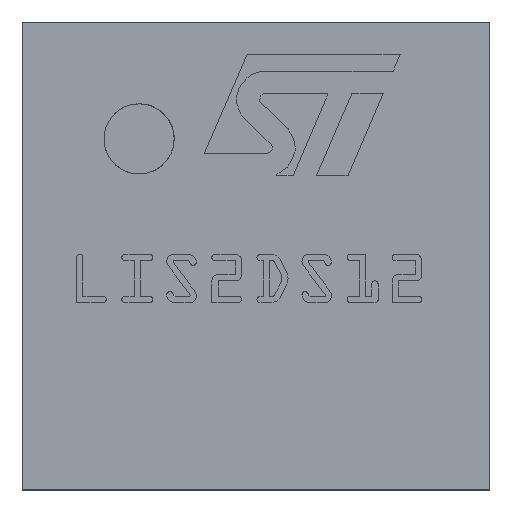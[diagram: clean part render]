
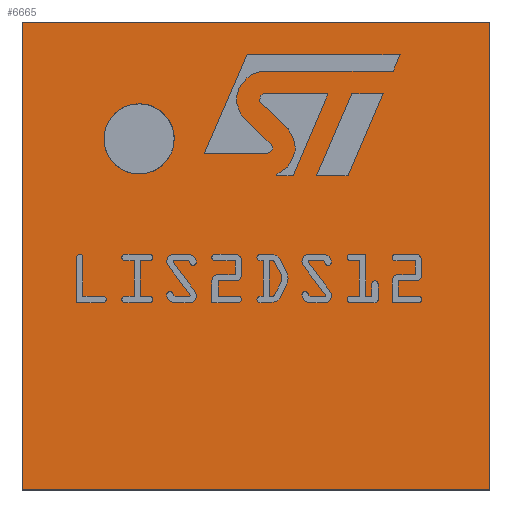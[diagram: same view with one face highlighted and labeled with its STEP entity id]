
A CAD part, top view. The second image highlights one B-rep face of the part: STEP entity #6665.
In plain terms, the highlighted planar face has unit normal (0, 0, 1).
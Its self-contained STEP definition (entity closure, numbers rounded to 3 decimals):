
#20 = LINE ( 'NONE', #2641, #4387 ) ;
#382 = AXIS2_PLACEMENT_3D ( 'NONE', #7841, #1188, #3776 ) ;
#553 = CARTESIAN_POINT ( 'NONE',  ( -0.35, 0.5, 0.95 ) ) ;
#565 = VERTEX_POINT ( 'NONE', #3357 ) ;
#610 = CARTESIAN_POINT ( 'NONE',  ( -0.423, 0.635, 0.95 ) ) ;
#631 = LINE ( 'NONE', #5940, #5493 ) ;
#808 = VERTEX_POINT ( 'NONE', #1632 ) ;
#891 = ORIENTED_EDGE ( 'NONE', *, *, #8526, .T. ) ;
#1019 = EDGE_CURVE ( 'NONE', #3433, #8122, #631, .T. ) ;
#1188 = DIRECTION ( 'NONE',  ( 0., 0., 1. ) ) ;
#1251 = CARTESIAN_POINT ( 'NONE',  ( -0.459, 0.65, 0.95 ) ) ;
#1456 = DIRECTION ( 'NONE',  ( -1., 0., 0. ) ) ;
#1568 = ORIENTED_EDGE ( 'NONE', *, *, #6828, .T. ) ;
#1584 = ORIENTED_EDGE ( 'NONE', *, *, #2706, .T. ) ;
#1590 = ORIENTED_EDGE ( 'NONE', *, *, #1019, .T. ) ;
#1632 = CARTESIAN_POINT ( 'NONE',  ( -0.35, 0.5, 0.95 ) ) ;
#1824 = VERTEX_POINT ( 'NONE', #1945 ) ;
#1838 = CARTESIAN_POINT ( 'NONE',  ( -0.65, 0.5, 0.95 ) ) ;
#1881 = CARTESIAN_POINT ( 'NONE',  ( -0.422, 0.365, 0.95 ) ) ;
#1938 = ORIENTED_EDGE ( 'NONE', *, *, #4581, .T. ) ;
#1945 = CARTESIAN_POINT ( 'NONE',  ( -0.65, 0.5, 0.95 ) ) ;
#2034 = CARTESIAN_POINT ( 'NONE',  ( -0.35, 0.5, 0.95 ) ) ;
#2039 = ORIENTED_EDGE ( 'NONE', *, *, #6698, .T. ) ;
#2140 = CARTESIAN_POINT ( 'NONE',  ( 0., 1., 0.95 ) ) ;
#2194 = B_SPLINE_CURVE_WITH_KNOTS ( 'NONE', 3,
 ( #7862, #6660, #7161, #3202, #4552, #1251, #610, #5747, #7289, #2034 ),
 .UNSPECIFIED., .F., .F.,
 ( 4, 2, 2, 2, 4 ),
 ( 0., 0.25, 0.5, 0.75, 1. ),
 .UNSPECIFIED. ) ;
#2562 = EDGE_LOOP ( 'NONE', ( #1938, #1584, #1590, #1568 ) ) ;
#2609 = DIRECTION ( 'NONE',  ( 0., -1., 0. ) ) ;
#2641 = CARTESIAN_POINT ( 'NONE',  ( 0., -1., 0.95 ) ) ;
#2706 = EDGE_CURVE ( 'NONE', #565, #3433, #4617, .T. ) ;
#2980 = EDGE_LOOP ( 'NONE', ( #2039, #891 ) ) ;
#3103 = FACE_OUTER_BOUND ( 'NONE', #2562, .T. ) ;
#3127 = VECTOR ( 'NONE', #3962, 1000. ) ;
#3202 = CARTESIAN_POINT ( 'NONE',  ( -0.578, 0.635, 0.95 ) ) ;
#3241 = CARTESIAN_POINT ( 'NONE',  ( 1., -1., 0.95 ) ) ;
#3265 = CARTESIAN_POINT ( 'NONE',  ( -0.35, 0.459, 0.95 ) ) ;
#3350 = LINE ( 'NONE', #4051, #3127 ) ;
#3357 = CARTESIAN_POINT ( 'NONE',  ( 1., 1., 0.95 ) ) ;
#3433 = VERTEX_POINT ( 'NONE', #3924 ) ;
#3776 = DIRECTION ( 'NONE',  ( 1., 0., 0. ) ) ;
#3824 = CARTESIAN_POINT ( 'NONE',  ( -0.635, 0.423, 0.95 ) ) ;
#3924 = CARTESIAN_POINT ( 'NONE',  ( -1., 1., 0.95 ) ) ;
#3962 = DIRECTION ( 'NONE',  ( 0., 1., 0. ) ) ;
#4051 = CARTESIAN_POINT ( 'NONE',  ( 1., 0., 0.95 ) ) ;
#4387 = VECTOR ( 'NONE', #5302, 1000. ) ;
#4445 = FACE_BOUND ( 'NONE', #2980, .T. ) ;
#4552 = CARTESIAN_POINT ( 'NONE',  ( -0.541, 0.65, 0.95 ) ) ;
#4581 = EDGE_CURVE ( 'NONE', #7791, #565, #3350, .T. ) ;
#4617 = LINE ( 'NONE', #2140, #6919 ) ;
#5136 = CARTESIAN_POINT ( 'NONE',  ( -0.577, 0.365, 0.95 ) ) ;
#5137 = CARTESIAN_POINT ( 'NONE',  ( -1., -1., 0.95 ) ) ;
#5302 = DIRECTION ( 'NONE',  ( 1., 0., 0. ) ) ;
#5493 = VECTOR ( 'NONE', #2609, 1000. ) ;
#5747 = CARTESIAN_POINT ( 'NONE',  ( -0.365, 0.577, 0.95 ) ) ;
#5804 = CARTESIAN_POINT ( 'NONE',  ( -0.459, 0.35, 0.95 ) ) ;
#5940 = CARTESIAN_POINT ( 'NONE',  ( -1., 0., 0.95 ) ) ;
#5941 = CARTESIAN_POINT ( 'NONE',  ( -0.366, 0.423, 0.95 ) ) ;
#6545 = CARTESIAN_POINT ( 'NONE',  ( -0.541, 0.35, 0.95 ) ) ;
#6660 = CARTESIAN_POINT ( 'NONE',  ( -0.65, 0.541, 0.95 ) ) ;
#6665 = ADVANCED_FACE ( 'NONE', ( #3103, #4445 ), #8478, .T. ) ;
#6698 = EDGE_CURVE ( 'NONE', #808, #1824, #7931, .T. ) ;
#6828 = EDGE_CURVE ( 'NONE', #8122, #7791, #20, .T. ) ;
#6919 = VECTOR ( 'NONE', #1456, 1000. ) ;
#7161 = CARTESIAN_POINT ( 'NONE',  ( -0.634, 0.577, 0.95 ) ) ;
#7289 = CARTESIAN_POINT ( 'NONE',  ( -0.35, 0.542, 0.95 ) ) ;
#7791 = VERTEX_POINT ( 'NONE', #3241 ) ;
#7796 = CARTESIAN_POINT ( 'NONE',  ( -0.65, 0.458, 0.95 ) ) ;
#7841 = CARTESIAN_POINT ( 'NONE',  ( 0., 0., 0.95 ) ) ;
#7862 = CARTESIAN_POINT ( 'NONE',  ( -0.65, 0.5, 0.95 ) ) ;
#7931 = B_SPLINE_CURVE_WITH_KNOTS ( 'NONE', 3,
 ( #553, #3265, #5941, #1881, #5804, #6545, #5136, #3824, #7796, #1838 ),
 .UNSPECIFIED., .F., .F.,
 ( 4, 2, 2, 2, 4 ),
 ( 0., 0.25, 0.5, 0.75, 1. ),
 .UNSPECIFIED. ) ;
#8122 = VERTEX_POINT ( 'NONE', #5137 ) ;
#8478 = PLANE ( 'NONE',  #382 ) ;
#8526 = EDGE_CURVE ( 'NONE', #1824, #808, #2194, .T. ) ;
